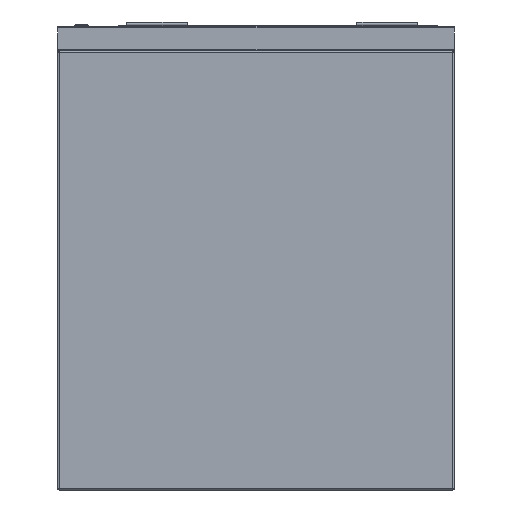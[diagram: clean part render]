
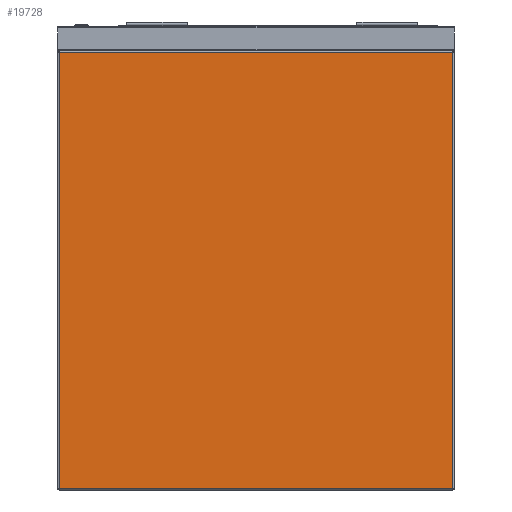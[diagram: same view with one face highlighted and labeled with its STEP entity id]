
A CAD part, left-side view. The second image highlights one B-rep face of the part: STEP entity #19728.
In plain terms, the highlighted planar face has unit normal (-1, 0, 0).
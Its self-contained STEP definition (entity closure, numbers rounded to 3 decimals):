
#215 = ORIENTED_EDGE ( 'NONE', *, *, #4758, .T. ) ;
#510 = AXIS2_PLACEMENT_3D ( 'NONE', #17378, #1399, #20480 ) ;
#1399 = DIRECTION ( 'NONE',  ( -1., 0., 0. ) ) ;
#1453 = EDGE_LOOP ( 'NONE', ( #3799, #215, #17166, #5347 ) ) ;
#2696 = CARTESIAN_POINT ( 'NONE',  ( -1030., -323., -758. ) ) ;
#3471 = CARTESIAN_POINT ( 'NONE',  ( -1030., -325., -758. ) ) ;
#3799 = ORIENTED_EDGE ( 'NONE', *, *, #17204, .T. ) ;
#4740 = VECTOR ( 'NONE', #19989, 1000. ) ;
#4758 = EDGE_CURVE ( 'NONE', #20319, #16161, #8142, .T. ) ;
#5057 = CARTESIAN_POINT ( 'NONE',  ( -1030., -323., -760. ) ) ;
#5347 = ORIENTED_EDGE ( 'NONE', *, *, #10849, .T. ) ;
#5519 = EDGE_CURVE ( 'NONE', #16161, #8886, #10497, .T. ) ;
#8142 = LINE ( 'NONE', #9490, #8407 ) ;
#8407 = VECTOR ( 'NONE', #14429, 1000. ) ;
#8886 = VERTEX_POINT ( 'NONE', #14543 ) ;
#9426 = PLANE ( 'NONE',  #510 ) ;
#9490 = CARTESIAN_POINT ( 'NONE',  ( -1030., 325., -42. ) ) ;
#10497 = LINE ( 'NONE', #19795, #4740 ) ;
#10849 = EDGE_CURVE ( 'NONE', #8886, #20054, #11358, .T. ) ;
#11358 = LINE ( 'NONE', #3471, #18125 ) ;
#12920 = LINE ( 'NONE', #5057, #18256 ) ;
#13850 = CARTESIAN_POINT ( 'NONE',  ( -1030., 323., -42. ) ) ;
#14354 = FACE_OUTER_BOUND ( 'NONE', #1453, .T. ) ;
#14429 = DIRECTION ( 'NONE',  ( 0., 1., 0. ) ) ;
#14543 = CARTESIAN_POINT ( 'NONE',  ( -1030., 323., -758. ) ) ;
#15624 = CARTESIAN_POINT ( 'NONE',  ( -1030., -323., -42. ) ) ;
#16161 = VERTEX_POINT ( 'NONE', #13850 ) ;
#17166 = ORIENTED_EDGE ( 'NONE', *, *, #5519, .T. ) ;
#17204 = EDGE_CURVE ( 'NONE', #20054, #20319, #12920, .T. ) ;
#17378 = CARTESIAN_POINT ( 'NONE',  ( -1030., -325., -760. ) ) ;
#17807 = DIRECTION ( 'NONE',  ( 0., 0., 1. ) ) ;
#18125 = VECTOR ( 'NONE', #19214, 1000. ) ;
#18256 = VECTOR ( 'NONE', #17807, 1000. ) ;
#19214 = DIRECTION ( 'NONE',  ( 0., -1., 0. ) ) ;
#19728 = ADVANCED_FACE ( 'Fl�che7', ( #14354 ), #9426, .T. ) ;
#19795 = CARTESIAN_POINT ( 'NONE',  ( -1030., 323., -760. ) ) ;
#19989 = DIRECTION ( 'NONE',  ( 0., 0., -1. ) ) ;
#20054 = VERTEX_POINT ( 'NONE', #2696 ) ;
#20319 = VERTEX_POINT ( 'NONE', #15624 ) ;
#20480 = DIRECTION ( 'NONE',  ( 0., 0., 1. ) ) ;
